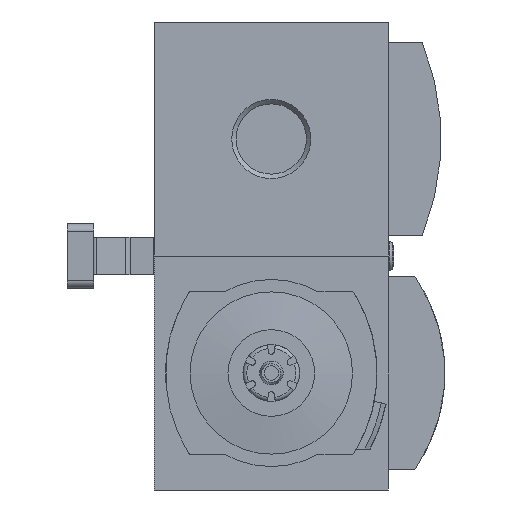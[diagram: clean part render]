
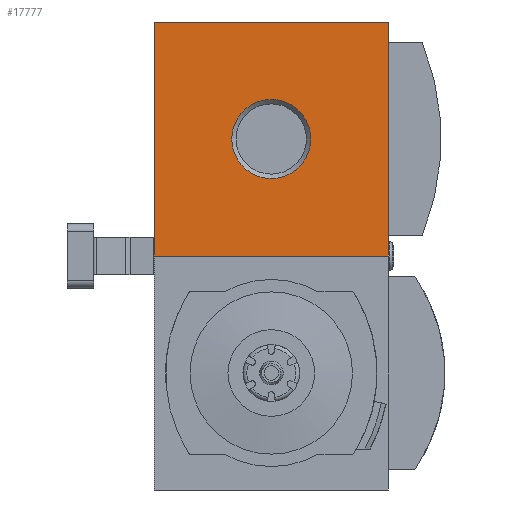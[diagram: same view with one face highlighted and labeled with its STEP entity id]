
A CAD part, front view. The second image highlights one B-rep face of the part: STEP entity #17777.
In plain terms, the highlighted planar face has unit normal (0, -1, 0).
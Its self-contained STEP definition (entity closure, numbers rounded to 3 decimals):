
#218=PLANE('',#18637);
#932=LINE('',#24491,#2369);
#940=LINE('',#24506,#2377);
#956=LINE('',#24536,#2393);
#996=LINE('',#24627,#2433);
#2369=VECTOR('',#20229,1000.);
#2377=VECTOR('',#20239,1000.);
#2393=VECTOR('',#20257,1000.);
#2433=VECTOR('',#20335,1000.);
#3610=CIRCLE('',#18638,10.478);
#4609=ORIENTED_EDGE('',*,*,#8411,.F.);
#4610=ORIENTED_EDGE('',*,*,#8327,.F.);
#4611=ORIENTED_EDGE('',*,*,#8319,.F.);
#4612=ORIENTED_EDGE('',*,*,#8343,.F.);
#4613=ORIENTED_EDGE('',*,*,#8392,.F.);
#8319=EDGE_CURVE('',#10246,#10247,#932,.T.);
#8327=EDGE_CURVE('',#10247,#10253,#940,.T.);
#8343=EDGE_CURVE('',#10265,#10246,#956,.T.);
#8392=EDGE_CURVE('',#10253,#10265,#996,.T.);
#8411=EDGE_CURVE('',#10307,#10307,#3610,.T.);
#10246=VERTEX_POINT('',#24490);
#10247=VERTEX_POINT('',#24492);
#10253=VERTEX_POINT('',#24507);
#10265=VERTEX_POINT('',#24535);
#10307=VERTEX_POINT('',#24666);
#11490=EDGE_LOOP('',(#4609));
#11491=EDGE_LOOP('',(#4610,#4611,#4612,#4613));
#12360=FACE_BOUND('',#11490,.T.);
#12361=FACE_BOUND('',#11491,.T.);
#17777=ADVANCED_FACE('',(#12360,#12361),#218,.F.);
#18637=AXIS2_PLACEMENT_3D('',#24664,#20377,#20378);
#18638=AXIS2_PLACEMENT_3D('',#24665,#20379,#20380);
#20229=DIRECTION('',(-1.,0.,0.));
#20239=DIRECTION('',(0.,0.,1.));
#20257=DIRECTION('',(0.,0.,-1.));
#20335=DIRECTION('',(1.,0.,0.));
#20377=DIRECTION('',(0.,1.,0.));
#20378=DIRECTION('',(0.,0.,1.));
#20379=DIRECTION('',(0.,-1.,0.));
#20380=DIRECTION('',(0.,0.,-1.));
#24490=CARTESIAN_POINT('',(31.,-45.,-31.));
#24491=CARTESIAN_POINT('',(31.,-45.,-31.));
#24492=CARTESIAN_POINT('',(-31.,-45.,-31.));
#24506=CARTESIAN_POINT('',(-31.,-45.,-31.));
#24507=CARTESIAN_POINT('',(-31.,-45.,31.));
#24535=CARTESIAN_POINT('',(31.,-45.,31.));
#24536=CARTESIAN_POINT('',(31.,-45.,31.));
#24627=CARTESIAN_POINT('',(-31.,-45.,31.));
#24664=CARTESIAN_POINT('',(0.,-45.,0.));
#24665=CARTESIAN_POINT('',(0.,-45.,0.));
#24666=CARTESIAN_POINT('',(0.,-45.,-10.478));
